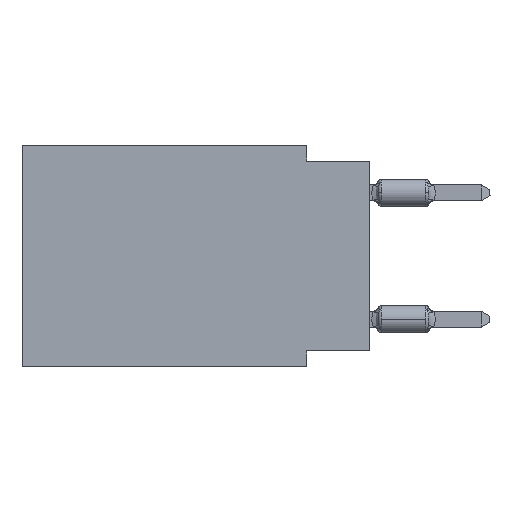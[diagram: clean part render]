
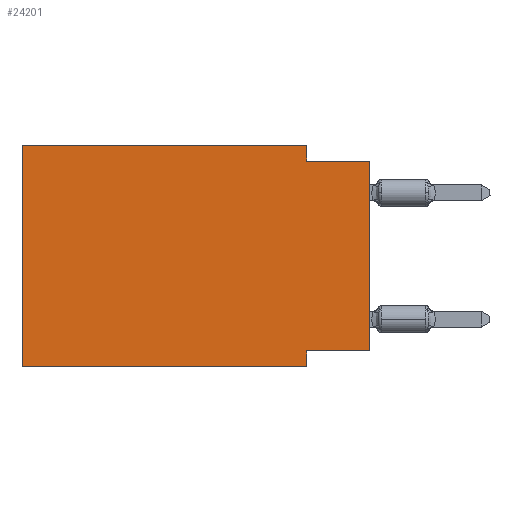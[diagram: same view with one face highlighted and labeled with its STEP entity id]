
A CAD part, left-side view. The second image highlights one B-rep face of the part: STEP entity #24201.
In plain terms, the highlighted planar face has unit normal (-1, 0, 0).
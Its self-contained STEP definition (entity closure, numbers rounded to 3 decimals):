
#357 = LINE ( 'NONE', #15093, #25256 ) ;
#1493 = PLANE ( 'NONE',  #39397 ) ;
#1521 = DIRECTION ( 'NONE',  ( 0., -1., 0. ) ) ;
#1871 = ORIENTED_EDGE ( 'NONE', *, *, #19712, .F. ) ;
#1950 = VECTOR ( 'NONE', #3260, 1000. ) ;
#2939 = LINE ( 'NONE', #36259, #16631 ) ;
#3260 = DIRECTION ( 'NONE',  ( 0., 0., 1. ) ) ;
#5341 = CARTESIAN_POINT ( 'NONE',  ( 0., 0., -8.255 ) ) ;
#5350 = EDGE_CURVE ( 'NONE', #22577, #27221, #13847, .T. ) ;
#5871 = CARTESIAN_POINT ( 'NONE',  ( 0., 0., -0.635 ) ) ;
#6364 = CARTESIAN_POINT ( 'NONE',  ( 0., 13.97, 0. ) ) ;
#8885 = EDGE_LOOP ( 'NONE', ( #13628, #29433, #11411, #28678, #1871, #38069, #24343, #25180 ) ) ;
#8924 = CARTESIAN_POINT ( 'NONE',  ( 0., 13.97, -8.89 ) ) ;
#9101 = CARTESIAN_POINT ( 'NONE',  ( 0., 2.54, 0. ) ) ;
#9172 = EDGE_CURVE ( 'NONE', #22013, #30432, #22708, .T. ) ;
#10207 = CARTESIAN_POINT ( 'NONE',  ( 0., 13.97, 0. ) ) ;
#11411 = ORIENTED_EDGE ( 'NONE', *, *, #34081, .F. ) ;
#13324 = VERTEX_POINT ( 'NONE', #40138 ) ;
#13628 = ORIENTED_EDGE ( 'NONE', *, *, #37530, .T. ) ;
#13847 = LINE ( 'NONE', #10207, #41135 ) ;
#14221 = DIRECTION ( 'NONE',  ( 0., 1., 0. ) ) ;
#15093 = CARTESIAN_POINT ( 'NONE',  ( 0., 2.54, -8.89 ) ) ;
#15739 = DIRECTION ( 'NONE',  ( 1., 0., 0. ) ) ;
#16273 = LINE ( 'NONE', #23278, #42718 ) ;
#16631 = VECTOR ( 'NONE', #46944, 1000. ) ;
#17678 = CARTESIAN_POINT ( 'NONE',  ( 0., 2.54, -8.255 ) ) ;
#19622 = CARTESIAN_POINT ( 'NONE',  ( 0., 13.97, 0. ) ) ;
#19712 = EDGE_CURVE ( 'NONE', #22013, #22577, #47271, .T. ) ;
#20747 = CARTESIAN_POINT ( 'NONE',  ( 0., 13.97, -8.89 ) ) ;
#20924 = VECTOR ( 'NONE', #14221, 1000. ) ;
#21389 = VECTOR ( 'NONE', #1521, 1000. ) ;
#22013 = VERTEX_POINT ( 'NONE', #20747 ) ;
#22164 = EDGE_CURVE ( 'NONE', #27589, #30432, #357, .T. ) ;
#22577 = VERTEX_POINT ( 'NONE', #6364 ) ;
#22708 = LINE ( 'NONE', #8924, #29115 ) ;
#23278 = CARTESIAN_POINT ( 'NONE',  ( 0., 2.54, 0. ) ) ;
#24201 = ADVANCED_FACE ( 'NONE', ( #30719 ), #1493, .F. ) ;
#24343 = ORIENTED_EDGE ( 'NONE', *, *, #22164, .F. ) ;
#25180 = ORIENTED_EDGE ( 'NONE', *, *, #26886, .F. ) ;
#25256 = VECTOR ( 'NONE', #42746, 1000. ) ;
#25417 = VERTEX_POINT ( 'NONE', #29595 ) ;
#26886 = EDGE_CURVE ( 'NONE', #31645, #27589, #29194, .T. ) ;
#27152 = DIRECTION ( 'NONE',  ( 0., 0., -1. ) ) ;
#27221 = VERTEX_POINT ( 'NONE', #9101 ) ;
#27589 = VERTEX_POINT ( 'NONE', #17678 ) ;
#28678 = ORIENTED_EDGE ( 'NONE', *, *, #5350, .F. ) ;
#29115 = VECTOR ( 'NONE', #30431, 1000. ) ;
#29194 = LINE ( 'NONE', #32580, #20924 ) ;
#29433 = ORIENTED_EDGE ( 'NONE', *, *, #43842, .F. ) ;
#29595 = CARTESIAN_POINT ( 'NONE',  ( 0., 0., -0.635 ) ) ;
#30432 = VERTEX_POINT ( 'NONE', #30931 ) ;
#30431 = DIRECTION ( 'NONE',  ( 0., -1., 0. ) ) ;
#30719 = FACE_OUTER_BOUND ( 'NONE', #8885, .T. ) ;
#30931 = CARTESIAN_POINT ( 'NONE',  ( 0., 2.54, -8.89 ) ) ;
#31645 = VERTEX_POINT ( 'NONE', #5341 ) ;
#32580 = CARTESIAN_POINT ( 'NONE',  ( 0., 0., -8.255 ) ) ;
#34081 = EDGE_CURVE ( 'NONE', #27221, #13324, #16273, .T. ) ;
#34342 = DIRECTION ( 'NONE',  ( 0., 0., -1. ) ) ;
#36259 = CARTESIAN_POINT ( 'NONE',  ( 0., 0., 0. ) ) ;
#37530 = EDGE_CURVE ( 'NONE', #31645, #25417, #2939, .T. ) ;
#38069 = ORIENTED_EDGE ( 'NONE', *, *, #9172, .T. ) ;
#38728 = LINE ( 'NONE', #5871, #21389 ) ;
#39397 = AXIS2_PLACEMENT_3D ( 'NONE', #19622, #15739, #34342 ) ;
#40138 = CARTESIAN_POINT ( 'NONE',  ( 0., 2.54, -0.635 ) ) ;
#41135 = VECTOR ( 'NONE', #47456, 1000. ) ;
#42718 = VECTOR ( 'NONE', #27152, 1000. ) ;
#42746 = DIRECTION ( 'NONE',  ( 0., 0., -1. ) ) ;
#43842 = EDGE_CURVE ( 'NONE', #13324, #25417, #38728, .T. ) ;
#46944 = DIRECTION ( 'NONE',  ( 0., 0., 1. ) ) ;
#47040 = CARTESIAN_POINT ( 'NONE',  ( 0., 13.97, 0. ) ) ;
#47271 = LINE ( 'NONE', #47040, #1950 ) ;
#47456 = DIRECTION ( 'NONE',  ( 0., -1., 0. ) ) ;
